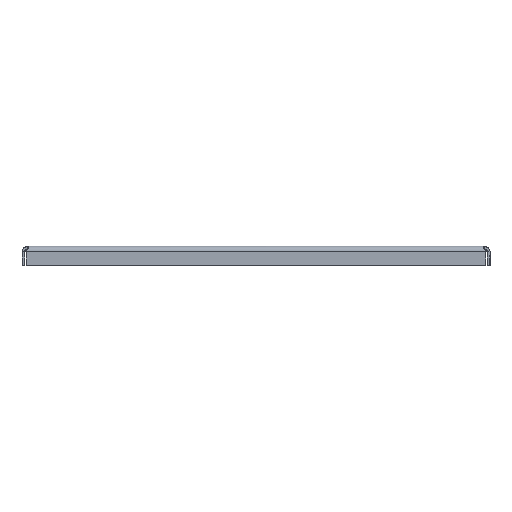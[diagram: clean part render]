
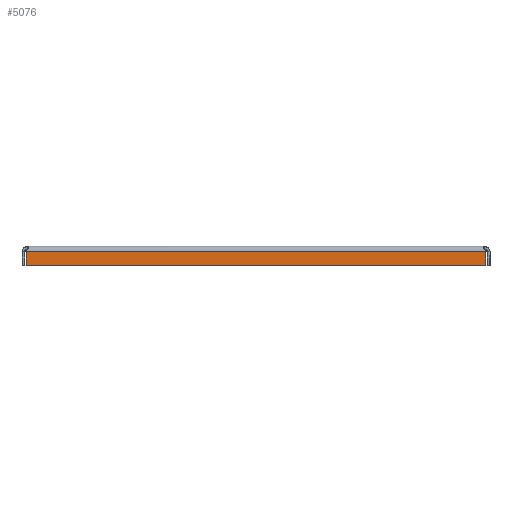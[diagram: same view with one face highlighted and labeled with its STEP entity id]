
A CAD part, top view. The second image highlights one B-rep face of the part: STEP entity #5076.
In plain terms, the highlighted planar face has unit normal (0, 0, 1).
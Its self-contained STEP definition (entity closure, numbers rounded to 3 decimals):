
#86 = EDGE_CURVE ( 'NONE', #16113, #14978, #2645, .T. ) ;
#178 = CARTESIAN_POINT ( 'NONE',  ( 0., 97.193, 100. ) ) ;
#975 = CARTESIAN_POINT ( 'NONE',  ( -121.346, 0.846, 100. ) ) ;
#1705 = CARTESIAN_POINT ( 'NONE',  ( -121.346, -10., 100. ) ) ;
#1727 = PLANE ( 'NONE',  #18015 ) ;
#2139 = EDGE_CURVE ( 'NONE', #9612, #14978, #5048, .T. ) ;
#2351 = DIRECTION ( 'NONE',  ( 0., -1., 0. ) ) ;
#2645 = LINE ( 'NONE', #975, #3587 ) ;
#2906 = VERTEX_POINT ( 'NONE', #13774 ) ;
#3587 = VECTOR ( 'NONE', #8961, 1000. ) ;
#3827 = CARTESIAN_POINT ( 'NONE',  ( 121.346, -3., 100. ) ) ;
#4625 = VECTOR ( 'NONE', #17592, 1000. ) ;
#4845 = CARTESIAN_POINT ( 'NONE',  ( 0., -3., 100. ) ) ;
#5048 = LINE ( 'NONE', #4845, #4625 ) ;
#5076 = ADVANCED_FACE ( 'NONE', ( #14363 ), #1727, .T. ) ;
#7121 = LINE ( 'NONE', #16563, #15817 ) ;
#7571 = ORIENTED_EDGE ( 'NONE', *, *, #86, .F. ) ;
#7753 = ORIENTED_EDGE ( 'NONE', *, *, #10540, .F. ) ;
#8961 = DIRECTION ( 'NONE',  ( 0., 1., 0. ) ) ;
#9612 = VERTEX_POINT ( 'NONE', #3827 ) ;
#10540 = EDGE_CURVE ( 'NONE', #2906, #16113, #11035, .T. ) ;
#11035 = LINE ( 'NONE', #1705, #14500 ) ;
#11669 = CARTESIAN_POINT ( 'NONE',  ( -121.346, -3., 100. ) ) ;
#13104 = ORIENTED_EDGE ( 'NONE', *, *, #17330, .F. ) ;
#13774 = CARTESIAN_POINT ( 'NONE',  ( 121.346, -10., 100. ) ) ;
#14363 = FACE_OUTER_BOUND ( 'NONE', #15444, .T. ) ;
#14454 = DIRECTION ( 'NONE',  ( -1., 0., 0. ) ) ;
#14500 = VECTOR ( 'NONE', #14454, 1000. ) ;
#14978 = VERTEX_POINT ( 'NONE', #11669 ) ;
#15444 = EDGE_LOOP ( 'NONE', ( #13104, #16240, #7571, #7753 ) ) ;
#15817 = VECTOR ( 'NONE', #2351, 1000. ) ;
#16038 = DIRECTION ( 'NONE',  ( 0., 0., 1. ) ) ;
#16113 = VERTEX_POINT ( 'NONE', #16258 ) ;
#16240 = ORIENTED_EDGE ( 'NONE', *, *, #2139, .T. ) ;
#16258 = CARTESIAN_POINT ( 'NONE',  ( -121.346, -10., 100. ) ) ;
#16563 = CARTESIAN_POINT ( 'NONE',  ( 121.346, 0.846, 100. ) ) ;
#17330 = EDGE_CURVE ( 'NONE', #9612, #2906, #7121, .T. ) ;
#17592 = DIRECTION ( 'NONE',  ( -1., 0., 0. ) ) ;
#18015 = AXIS2_PLACEMENT_3D ( 'NONE', #178, #16038, #18951 ) ;
#18951 = DIRECTION ( 'NONE',  ( 0., -1., 0. ) ) ;
